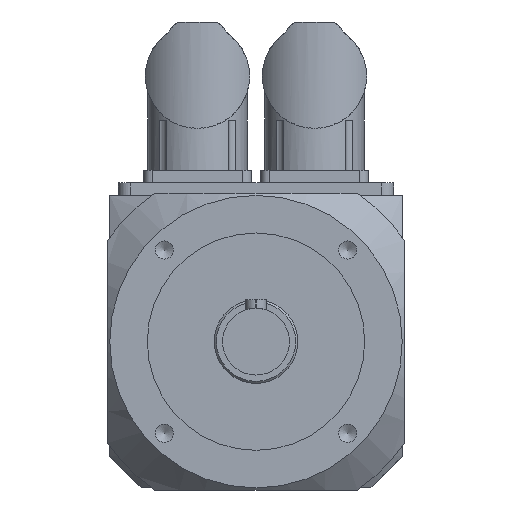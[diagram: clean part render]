
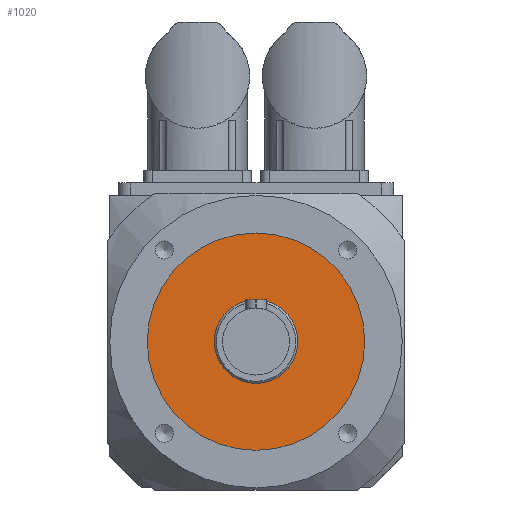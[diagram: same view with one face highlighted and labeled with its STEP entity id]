
A CAD part, front view. The second image highlights one B-rep face of the part: STEP entity #1020.
In plain terms, the highlighted face is planar.
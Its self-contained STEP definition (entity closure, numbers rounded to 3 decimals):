
#389=FACE_BOUND('',#1733,.T.);
#711=CIRCLE('',#5805,10.);
#712=CIRCLE('',#5807,26.);
#1020=ADVANCED_FACE('',(#389,#1420),#1160,.T.);
#1160=PLANE('',#5808);
#1420=FACE_OUTER_BOUND('',#1734,.T.);
#1733=EDGE_LOOP('',(#3334));
#1734=EDGE_LOOP('',(#3335));
#3334=ORIENTED_EDGE('',*,*,#4692,.F.);
#3335=ORIENTED_EDGE('',*,*,#4693,.T.);
#3954=VERTEX_POINT('',#9483);
#3955=VERTEX_POINT('',#9486);
#4692=EDGE_CURVE('',#3954,#3954,#711,.T.);
#4693=EDGE_CURVE('',#3955,#3955,#712,.T.);
#5805=AXIS2_PLACEMENT_3D('',#9482,#7162,#7163);
#5807=AXIS2_PLACEMENT_3D('',#9485,#7166,#7167);
#5808=AXIS2_PLACEMENT_3D('',#9487,#7168,#7169);
#7162=DIRECTION('',(0.,0.,-1.));
#7163=DIRECTION('',(-1.,0.,0.));
#7166=DIRECTION('',(0.,0.,-1.));
#7167=DIRECTION('',(-1.,0.,0.));
#7168=DIRECTION('',(0.,0.,-1.));
#7169=DIRECTION('',(-1.,0.,0.));
#9482=CARTESIAN_POINT('',(0.,0.,-53.));
#9483=CARTESIAN_POINT('',(-10.,0.,-53.));
#9485=CARTESIAN_POINT('',(0.,0.,-53.));
#9486=CARTESIAN_POINT('',(-26.,0.,-53.));
#9487=CARTESIAN_POINT('',(0.,0.,-53.));
